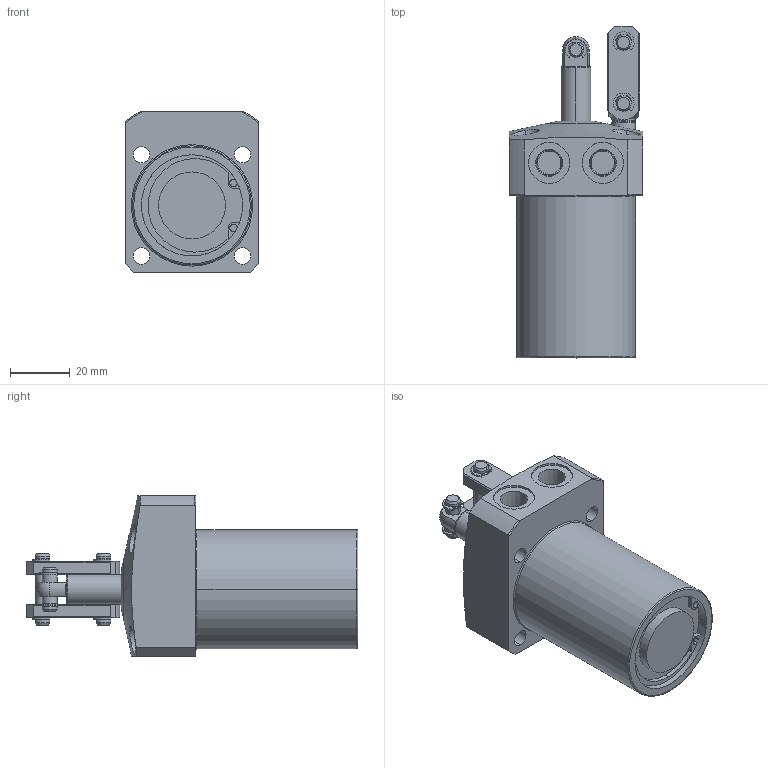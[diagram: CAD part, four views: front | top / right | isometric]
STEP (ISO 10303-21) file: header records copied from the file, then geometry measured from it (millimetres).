
FILE_DESCRIPTION (( 'STEP AP203' ), '1' );
FILE_NAME ('WCE0601-2SR.STEP', '2019-09-24T03:55:59', ( '微软用户' ), ( '微软中国' ), 'SwSTEP 2.0', 'SolidWorks 2012', '' );
FILE_SCHEMA (( 'CONFIG_CONTROL_DESIGN' ));
Length unit declared in the file: millimetre
Products named in the file (8): WCE0601-S_cylinderR; WCE0601_rodcover; WCE0601_pistonrod; LM0360_诉輥E1_4L60307-00; LM0360_诉輥E2_4L60308-00; WCE0601_linkplate; ETW-3; WCE0601-2SR
Assembly tree (14 placements, depth 2):
  WCE0601-2SR
    WCE0601-S_cylinderR
    WCE0601_rodcover
    WCE0601_pistonrod
    LM0360_诉輥E1_4L60307-00
    LM0360_诉輥E2_4L60308-00  x2
    WCE0601_linkplate  x2
    ETW-3  x6
Bounding box: 45 x 111.5 x 54 mm (x, y, z)
Volume: 120342.4 mm3; surface area: 25947.7 mm2
Topology: 14 solids, 15 shells, 475 faces, 1134 edges, 714 vertices
Faces by surface type: cylinder 217, plane 134, torus 62, cone 60, sphere 2
Entity records: 9884 total; most frequent: CARTESIAN_POINT 1958, DIRECTION 1616, ORIENTED_EDGE 1332, AXIS2_PLACEMENT_3D 680, EDGE_CURVE 666, VERTEX_POINT 412, CIRCLE 370, EDGE_LOOP 336
